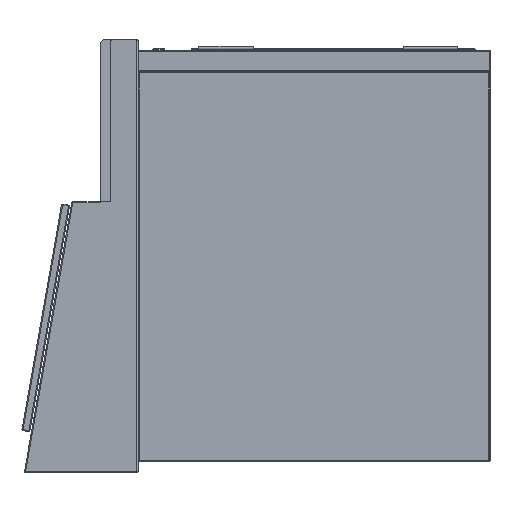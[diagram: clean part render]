
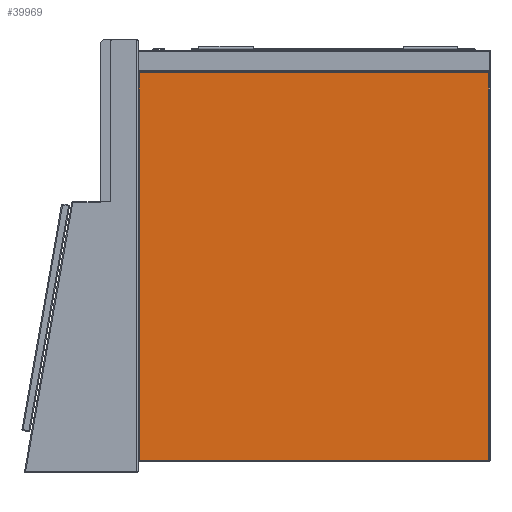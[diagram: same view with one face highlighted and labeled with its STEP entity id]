
A CAD part, left-side view. The second image highlights one B-rep face of the part: STEP entity #39969.
In plain terms, the highlighted planar face has unit normal (-1, 0, 0).
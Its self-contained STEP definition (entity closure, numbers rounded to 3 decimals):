
#1064 = DIRECTION ( 'NONE',  ( 0., -1., 0. ) ) ;
#1951 = AXIS2_PLACEMENT_3D ( 'NONE', #21060, #5288, #14741 ) ;
#2025 = VECTOR ( 'NONE', #11395, 1000. ) ;
#2320 = PLANE ( 'NONE',  #1951 ) ;
#5288 = DIRECTION ( 'NONE',  ( -1., 0., 0. ) ) ;
#10349 = CARTESIAN_POINT ( 'NONE',  ( -880., -323., -758. ) ) ;
#11329 = EDGE_CURVE ( 'NONE', #12975, #26350, #40218, .T. ) ;
#11395 = DIRECTION ( 'NONE',  ( 0., 1., 0. ) ) ;
#11972 = CARTESIAN_POINT ( 'NONE',  ( -880., -323., -42. ) ) ;
#12124 = ORIENTED_EDGE ( 'NONE', *, *, #23326, .T. ) ;
#12975 = VERTEX_POINT ( 'NONE', #11972 ) ;
#13496 = LINE ( 'NONE', #16657, #17935 ) ;
#14741 = DIRECTION ( 'NONE',  ( 0., 0., 1. ) ) ;
#14949 = FACE_OUTER_BOUND ( 'NONE', #21414, .T. ) ;
#16657 = CARTESIAN_POINT ( 'NONE',  ( -880., -325., -758. ) ) ;
#17374 = EDGE_CURVE ( 'NONE', #36858, #24197, #13496, .T. ) ;
#17935 = VECTOR ( 'NONE', #1064, 1000. ) ;
#18358 = CARTESIAN_POINT ( 'NONE',  ( -880., -323., -760. ) ) ;
#18622 = ORIENTED_EDGE ( 'NONE', *, *, #17374, .T. ) ;
#20180 = ORIENTED_EDGE ( 'NONE', *, *, #22541, .T. ) ;
#21060 = CARTESIAN_POINT ( 'NONE',  ( -880., -325., -760. ) ) ;
#21414 = EDGE_LOOP ( 'NONE', ( #12124, #29867, #20180, #18622 ) ) ;
#22541 = EDGE_CURVE ( 'NONE', #26350, #36858, #41585, .T. ) ;
#22963 = VECTOR ( 'NONE', #35256, 1000. ) ;
#23326 = EDGE_CURVE ( 'NONE', #24197, #12975, #35361, .T. ) ;
#23813 = CARTESIAN_POINT ( 'NONE',  ( -880., 325., -42. ) ) ;
#24197 = VERTEX_POINT ( 'NONE', #10349 ) ;
#26350 = VERTEX_POINT ( 'NONE', #32162 ) ;
#29142 = CARTESIAN_POINT ( 'NONE',  ( -880., 323., -758. ) ) ;
#29867 = ORIENTED_EDGE ( 'NONE', *, *, #11329, .T. ) ;
#31197 = DIRECTION ( 'NONE',  ( 0., 0., 1. ) ) ;
#32162 = CARTESIAN_POINT ( 'NONE',  ( -880., 323., -42. ) ) ;
#32315 = CARTESIAN_POINT ( 'NONE',  ( -880., 323., -760. ) ) ;
#32407 = VECTOR ( 'NONE', #31197, 1000. ) ;
#35256 = DIRECTION ( 'NONE',  ( 0., 0., -1. ) ) ;
#35361 = LINE ( 'NONE', #18358, #32407 ) ;
#36858 = VERTEX_POINT ( 'NONE', #29142 ) ;
#39969 = ADVANCED_FACE ( 'Fl�che7', ( #14949 ), #2320, .T. ) ;
#40218 = LINE ( 'NONE', #23813, #2025 ) ;
#41585 = LINE ( 'NONE', #32315, #22963 ) ;
